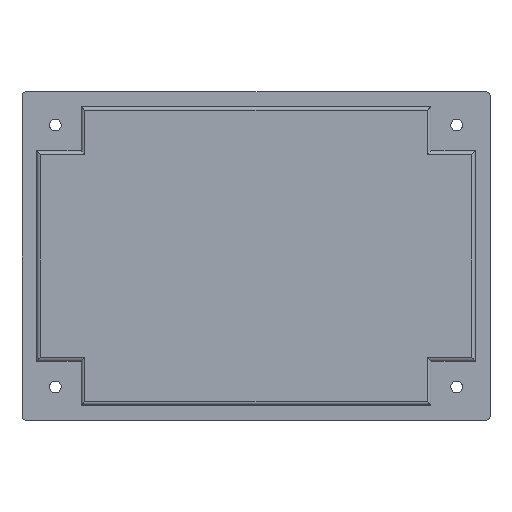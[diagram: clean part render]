
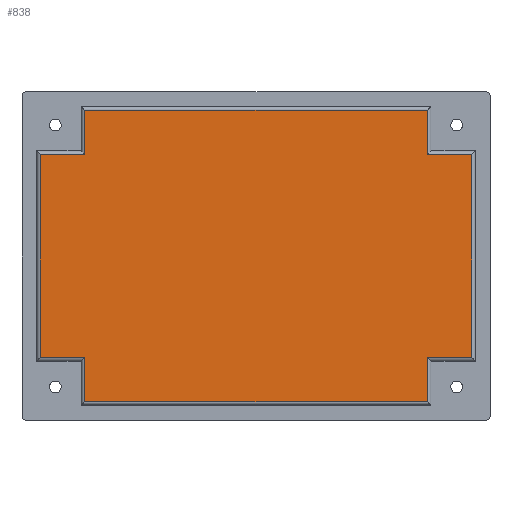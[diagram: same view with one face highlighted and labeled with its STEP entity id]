
A CAD part, top view. The second image highlights one B-rep face of the part: STEP entity #838.
In plain terms, the highlighted planar face has unit normal (0, 0, 1).
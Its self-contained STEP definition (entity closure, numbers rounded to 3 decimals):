
#40=PLANE('',#939);
#87=LINE('',#1456,#163);
#89=LINE('',#1464,#165);
#91=LINE('',#1470,#167);
#93=LINE('',#1476,#169);
#95=LINE('',#1482,#171);
#97=LINE('',#1488,#173);
#99=LINE('',#1494,#175);
#102=LINE('',#1502,#178);
#104=LINE('',#1508,#180);
#106=LINE('',#1514,#182);
#108=LINE('',#1520,#184);
#110=LINE('',#1524,#186);
#163=VECTOR('',#1090,10.);
#165=VECTOR('',#1098,10.);
#167=VECTOR('',#1104,10.);
#169=VECTOR('',#1110,10.);
#171=VECTOR('',#1116,10.);
#173=VECTOR('',#1122,10.);
#175=VECTOR('',#1128,10.);
#178=VECTOR('',#1135,10.);
#180=VECTOR('',#1141,10.);
#182=VECTOR('',#1147,10.);
#184=VECTOR('',#1153,10.);
#186=VECTOR('',#1159,10.);
#267=FACE_OUTER_BOUND('',#327,.T.);
#327=EDGE_LOOP('',(#754,#755,#756,#757,#758,#759,#760,#761,#762,#763,#764,
#765));
#418=VERTEX_POINT('',#1454);
#419=VERTEX_POINT('',#1455);
#422=VERTEX_POINT('',#1463);
#424=VERTEX_POINT('',#1469);
#426=VERTEX_POINT('',#1475);
#428=VERTEX_POINT('',#1481);
#430=VERTEX_POINT('',#1487);
#432=VERTEX_POINT('',#1493);
#435=VERTEX_POINT('',#1501);
#437=VERTEX_POINT('',#1507);
#439=VERTEX_POINT('',#1513);
#441=VERTEX_POINT('',#1519);
#510=EDGE_CURVE('',#418,#419,#87,.T.);
#514=EDGE_CURVE('',#419,#422,#89,.T.);
#517=EDGE_CURVE('',#422,#424,#91,.T.);
#520=EDGE_CURVE('',#424,#426,#93,.T.);
#523=EDGE_CURVE('',#426,#428,#95,.T.);
#526=EDGE_CURVE('',#428,#430,#97,.T.);
#529=EDGE_CURVE('',#430,#432,#99,.T.);
#533=EDGE_CURVE('',#432,#435,#102,.T.);
#536=EDGE_CURVE('',#435,#437,#104,.T.);
#539=EDGE_CURVE('',#437,#439,#106,.T.);
#542=EDGE_CURVE('',#439,#441,#108,.T.);
#545=EDGE_CURVE('',#441,#418,#110,.T.);
#754=ORIENTED_EDGE('',*,*,#510,.F.);
#755=ORIENTED_EDGE('',*,*,#545,.F.);
#756=ORIENTED_EDGE('',*,*,#542,.F.);
#757=ORIENTED_EDGE('',*,*,#539,.F.);
#758=ORIENTED_EDGE('',*,*,#536,.F.);
#759=ORIENTED_EDGE('',*,*,#533,.F.);
#760=ORIENTED_EDGE('',*,*,#529,.F.);
#761=ORIENTED_EDGE('',*,*,#526,.F.);
#762=ORIENTED_EDGE('',*,*,#523,.F.);
#763=ORIENTED_EDGE('',*,*,#520,.F.);
#764=ORIENTED_EDGE('',*,*,#517,.F.);
#765=ORIENTED_EDGE('',*,*,#514,.F.);
#838=ADVANCED_FACE('',(#267),#40,.T.);
#939=AXIS2_PLACEMENT_3D('',#1538,#1179,#1180);
#1090=DIRECTION('',(-1.,0.,0.));
#1098=DIRECTION('',(0.,1.,0.));
#1104=DIRECTION('',(-1.,0.,0.));
#1110=DIRECTION('',(0.,1.,0.));
#1116=DIRECTION('',(1.,0.,0.));
#1122=DIRECTION('',(0.,1.,0.));
#1128=DIRECTION('',(1.,0.,0.));
#1135=DIRECTION('',(0.,-1.,0.));
#1141=DIRECTION('',(1.,0.,0.));
#1147=DIRECTION('',(0.,-1.,0.));
#1153=DIRECTION('',(-1.,0.,0.));
#1159=DIRECTION('',(0.,-1.,0.));
#1179=DIRECTION('center_axis',(0.,0.,1.));
#1180=DIRECTION('ref_axis',(1.,0.,0.));
#1454=CARTESIAN_POINT('',(109.7,5.,4.));
#1455=CARTESIAN_POINT('',(17.,5.,4.));
#1456=CARTESIAN_POINT('',(39.675,5.,4.));
#1463=CARTESIAN_POINT('',(17.,17.,4.));
#1464=CARTESIAN_POINT('',(17.,30.225,4.));
#1469=CARTESIAN_POINT('',(5.,17.,4.));
#1470=CARTESIAN_POINT('',(33.675,17.,4.));
#1475=CARTESIAN_POINT('',(5.,71.9,4.));
#1476=CARTESIAN_POINT('',(5.,58.675,4.));
#1481=CARTESIAN_POINT('',(17.,71.9,4.));
#1482=CARTESIAN_POINT('',(39.675,71.9,4.));
#1487=CARTESIAN_POINT('',(17.,83.9,4.));
#1488=CARTESIAN_POINT('',(17.,64.675,4.));
#1493=CARTESIAN_POINT('',(109.7,83.9,4.));
#1494=CARTESIAN_POINT('',(87.025,83.9,4.));
#1501=CARTESIAN_POINT('',(109.7,71.9,4.));
#1502=CARTESIAN_POINT('',(109.7,58.675,4.));
#1507=CARTESIAN_POINT('',(121.7,71.9,4.));
#1508=CARTESIAN_POINT('',(93.025,71.9,4.));
#1513=CARTESIAN_POINT('',(121.7,17.,4.));
#1514=CARTESIAN_POINT('',(121.7,30.225,4.));
#1519=CARTESIAN_POINT('',(109.7,17.,4.));
#1520=CARTESIAN_POINT('',(87.025,17.,4.));
#1524=CARTESIAN_POINT('',(109.7,24.225,4.));
#1538=CARTESIAN_POINT('Origin',(63.35,44.45,4.));
